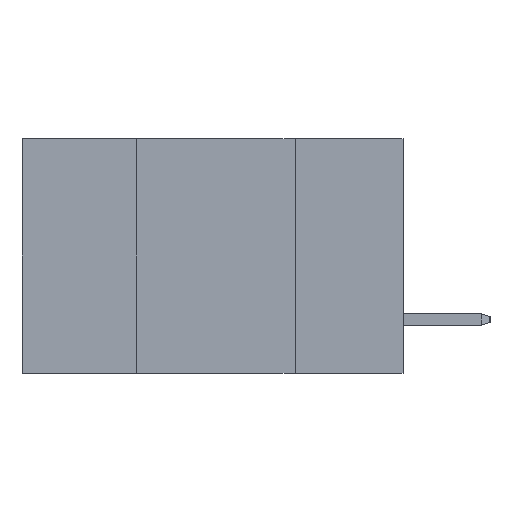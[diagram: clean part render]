
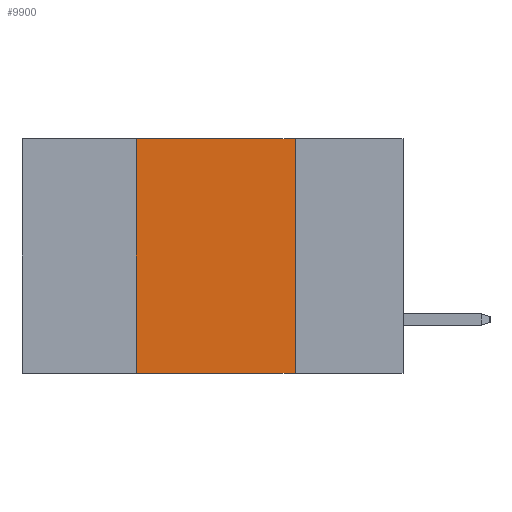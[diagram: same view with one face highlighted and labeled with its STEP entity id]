
A CAD part, left-side view. The second image highlights one B-rep face of the part: STEP entity #9900.
In plain terms, the highlighted planar face has unit normal (-1, 0, 0).
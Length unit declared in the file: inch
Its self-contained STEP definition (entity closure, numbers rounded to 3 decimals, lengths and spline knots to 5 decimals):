
#780 = VERTEX_POINT ( 'NONE', #7489 ) ;
#1237 = CARTESIAN_POINT ( 'NONE',  ( 0., 0.17, -0.37 ) ) ;
#1253 = LINE ( 'NONE', #5548, #1753 ) ;
#1351 = AXIS2_PLACEMENT_3D ( 'NONE', #10377, #5804, #13585 ) ;
#1652 = PLANE ( 'NONE',  #1351 ) ;
#1753 = VECTOR ( 'NONE', #4634, 39.37008 ) ;
#2122 = CARTESIAN_POINT ( 'NONE',  ( 0., 0.42, -0.37 ) ) ;
#3092 = VECTOR ( 'NONE', #7243, 39.37008 ) ;
#3614 = EDGE_CURVE ( 'NONE', #8322, #6565, #1253, .T. ) ;
#3802 = EDGE_CURVE ( 'NONE', #10145, #780, #9168, .T. ) ;
#3911 = FACE_OUTER_BOUND ( 'NONE', #6234, .T. ) ;
#4429 = ORIENTED_EDGE ( 'NONE', *, *, #3802, .F. ) ;
#4634 = DIRECTION ( 'NONE',  ( 0., 0., -1. ) ) ;
#4784 = CARTESIAN_POINT ( 'NONE',  ( 0., 0.6, 0. ) ) ;
#4966 = CARTESIAN_POINT ( 'NONE',  ( 0., 0.17, 0. ) ) ;
#5548 = CARTESIAN_POINT ( 'NONE',  ( 0., 0.17, 0. ) ) ;
#5804 = DIRECTION ( 'NONE',  ( 1., 0., 0. ) ) ;
#6115 = CARTESIAN_POINT ( 'NONE',  ( 0., 0.42, 0. ) ) ;
#6124 = VECTOR ( 'NONE', #13484, 39.37008 ) ;
#6234 = EDGE_LOOP ( 'NONE', ( #12102, #9032, #4429, #8160 ) ) ;
#6565 = VERTEX_POINT ( 'NONE', #1237 ) ;
#6977 = EDGE_CURVE ( 'NONE', #780, #8322, #12443, .T. ) ;
#7243 = DIRECTION ( 'NONE',  ( 0., 0., 1. ) ) ;
#7489 = CARTESIAN_POINT ( 'NONE',  ( 0., 0.42, 0. ) ) ;
#7852 = EDGE_CURVE ( 'NONE', #10145, #6565, #11752, .T. ) ;
#8160 = ORIENTED_EDGE ( 'NONE', *, *, #7852, .T. ) ;
#8322 = VERTEX_POINT ( 'NONE', #4966 ) ;
#8840 = VECTOR ( 'NONE', #13154, 39.37008 ) ;
#9032 = ORIENTED_EDGE ( 'NONE', *, *, #6977, .F. ) ;
#9168 = LINE ( 'NONE', #6115, #3092 ) ;
#9900 = ADVANCED_FACE ( 'NONE', ( #3911 ), #1652, .F. ) ;
#10145 = VERTEX_POINT ( 'NONE', #2122 ) ;
#10377 = CARTESIAN_POINT ( 'NONE',  ( 0., 0.6, 0. ) ) ;
#10917 = CARTESIAN_POINT ( 'NONE',  ( 0., 0.6, -0.37 ) ) ;
#11752 = LINE ( 'NONE', #10917, #8840 ) ;
#12102 = ORIENTED_EDGE ( 'NONE', *, *, #3614, .F. ) ;
#12443 = LINE ( 'NONE', #4784, #6124 ) ;
#13154 = DIRECTION ( 'NONE',  ( 0., -1., 0. ) ) ;
#13484 = DIRECTION ( 'NONE',  ( 0., -1., 0. ) ) ;
#13585 = DIRECTION ( 'NONE',  ( 0., 0., -1. ) ) ;
